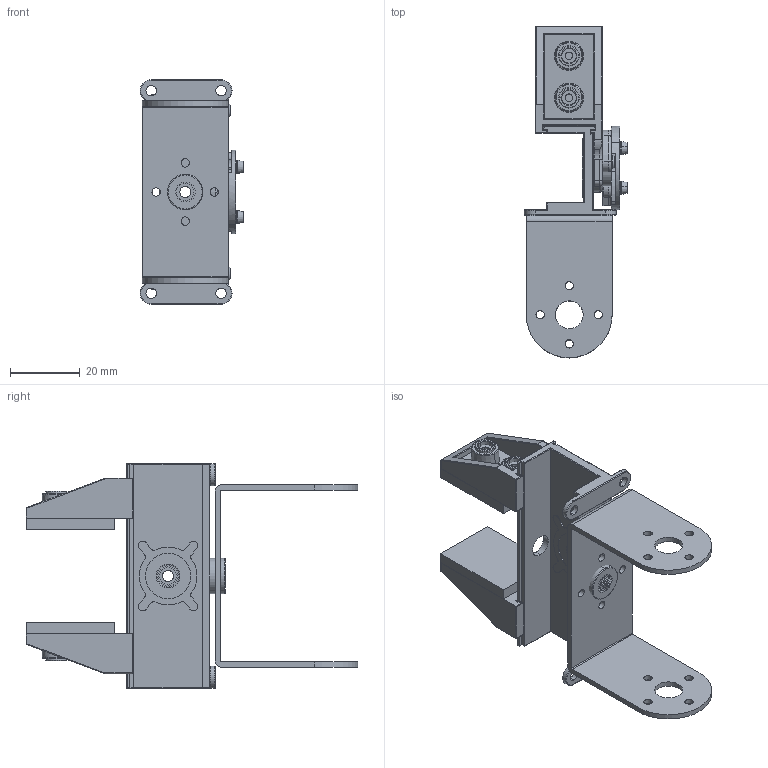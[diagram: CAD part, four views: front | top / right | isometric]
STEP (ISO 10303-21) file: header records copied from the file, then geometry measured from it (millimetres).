
FILE_DESCRIPTION (( 'STEP AP214' ), '1' );
FILE_NAME ('Link4.STEP', '2023-10-17T16:01:21', ( '' ), ( '' ), 'SwSTEP 2.0', 'SolidWorks 2023', '' );
FILE_SCHEMA (( 'AUTOMOTIVE_DESIGN' ));
Length unit declared in the file: millimetre
Products named in the file (10): Link4; gripper wheel.STEP; gripper wrist.STEP; gripper finger left.STEP; gripper finger right.STEP; asb-09; grip assembly.STEP; Spirol INS 20-M3-.226.STEP; gripper arm.STEP; gripper finger pad.STEP
Assembly tree (14 placements, depth 3):
  Link4
    asb-09
    grip assembly.STEP
      Spirol INS 20-M3-.226.STEP  x4
      gripper finger pad.STEP  x2
      gripper wheel.STEP
      gripper arm.STEP  x2
      gripper finger right.STEP
      gripper wrist.STEP
      gripper finger left.STEP
Bounding box: 29.74 x 95.02 x 64.36 mm (x, y, z)
Volume: 23710.5 mm3; surface area: 25687.7 mm2
Topology: 13 solids, 13 shells, 807 faces, 1952 edges, 1169 vertices
Faces by surface type: cylinder 353, plane 254, torus 132, sphere 26, cone 24, bspline 18
Entity records: 21980 total; most frequent: CARTESIAN_POINT 4538, DIRECTION 3792, ORIENTED_EDGE 3476, EDGE_CURVE 1738, AXIS2_PLACEMENT_3D 1445, VERTEX_POINT 1056, LINE 902, VECTOR 902
